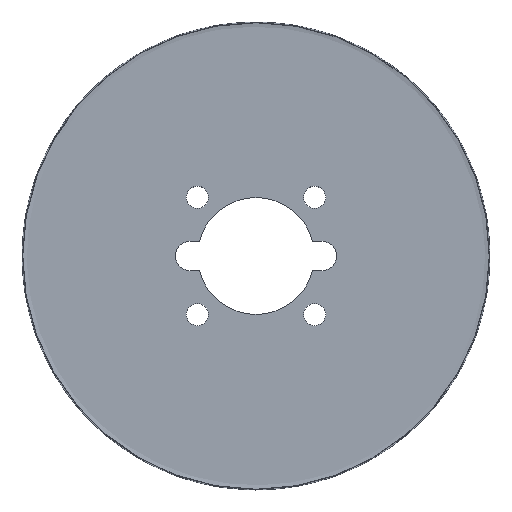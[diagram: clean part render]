
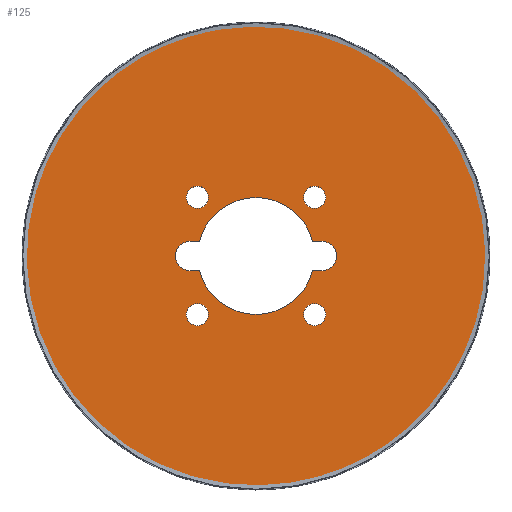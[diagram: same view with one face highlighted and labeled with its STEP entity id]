
A CAD part, top view. The second image highlights one B-rep face of the part: STEP entity #125.
In plain terms, the highlighted planar face has unit normal (0, 0, 1).
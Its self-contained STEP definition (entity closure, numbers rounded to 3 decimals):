
#76=PLANE('',#541);
#86=LINE('',#757,#105);
#87=LINE('',#761,#106);
#88=LINE('',#765,#107);
#89=LINE('',#769,#108);
#105=VECTOR('',#611,1.);
#106=VECTOR('',#614,1.);
#107=VECTOR('',#617,1.);
#108=VECTOR('',#620,1.);
#125=ADVANCED_FACE('',(#167,#168,#169,#170,#171,#172),#76,.T.);
#167=FACE_BOUND('',#221,.T.);
#168=FACE_BOUND('',#222,.T.);
#169=FACE_BOUND('',#223,.T.);
#170=FACE_BOUND('',#224,.T.);
#171=FACE_BOUND('',#225,.T.);
#172=FACE_BOUND('',#226,.T.);
#221=EDGE_LOOP('',(#283));
#222=EDGE_LOOP('',(#284));
#223=EDGE_LOOP('',(#285));
#224=EDGE_LOOP('',(#286));
#225=EDGE_LOOP('',(#287));
#226=EDGE_LOOP('',(#288,#289,#290,#291,#292,#293,#294,#295));
#283=ORIENTED_EDGE('',*,*,#423,.T.);
#284=ORIENTED_EDGE('',*,*,#425,.F.);
#285=ORIENTED_EDGE('',*,*,#426,.F.);
#286=ORIENTED_EDGE('',*,*,#427,.F.);
#287=ORIENTED_EDGE('',*,*,#428,.F.);
#288=ORIENTED_EDGE('',*,*,#429,.F.);
#289=ORIENTED_EDGE('',*,*,#430,.T.);
#290=ORIENTED_EDGE('',*,*,#431,.F.);
#291=ORIENTED_EDGE('',*,*,#432,.T.);
#292=ORIENTED_EDGE('',*,*,#433,.F.);
#293=ORIENTED_EDGE('',*,*,#434,.F.);
#294=ORIENTED_EDGE('',*,*,#435,.F.);
#295=ORIENTED_EDGE('',*,*,#436,.T.);
#381=VERTEX_POINT('',#742);
#383=VERTEX_POINT('',#747);
#384=VERTEX_POINT('',#749);
#385=VERTEX_POINT('',#751);
#386=VERTEX_POINT('',#753);
#387=VERTEX_POINT('',#755);
#388=VERTEX_POINT('',#756);
#389=VERTEX_POINT('',#758);
#390=VERTEX_POINT('',#760);
#391=VERTEX_POINT('',#762);
#392=VERTEX_POINT('',#764);
#393=VERTEX_POINT('',#766);
#394=VERTEX_POINT('',#768);
#423=EDGE_CURVE('',#381,#381,#473,.T.);
#425=EDGE_CURVE('',#383,#383,#475,.T.);
#426=EDGE_CURVE('',#384,#384,#476,.T.);
#427=EDGE_CURVE('',#385,#385,#477,.T.);
#428=EDGE_CURVE('',#386,#386,#478,.T.);
#429=EDGE_CURVE('',#387,#388,#479,.T.);
#430=EDGE_CURVE('',#387,#389,#86,.T.);
#431=EDGE_CURVE('',#390,#389,#480,.T.);
#432=EDGE_CURVE('',#390,#391,#87,.T.);
#433=EDGE_CURVE('',#392,#391,#481,.T.);
#434=EDGE_CURVE('',#393,#392,#88,.T.);
#435=EDGE_CURVE('',#394,#393,#482,.T.);
#436=EDGE_CURVE('',#394,#388,#89,.T.);
#473=CIRCLE('',#530,62.9);
#475=CIRCLE('',#533,3.);
#476=CIRCLE('',#534,3.);
#477=CIRCLE('',#535,3.);
#478=CIRCLE('',#536,3.);
#479=CIRCLE('',#537,3.963);
#480=CIRCLE('',#538,15.881);
#481=CIRCLE('',#539,3.963);
#482=CIRCLE('',#540,15.881);
#530=AXIS2_PLACEMENT_3D('',#741,#595,#596);
#533=AXIS2_PLACEMENT_3D('',#746,#601,#602);
#534=AXIS2_PLACEMENT_3D('',#748,#603,#604);
#535=AXIS2_PLACEMENT_3D('',#750,#605,#606);
#536=AXIS2_PLACEMENT_3D('',#752,#607,#608);
#537=AXIS2_PLACEMENT_3D('',#754,#609,#610);
#538=AXIS2_PLACEMENT_3D('',#759,#612,#613);
#539=AXIS2_PLACEMENT_3D('',#763,#615,#616);
#540=AXIS2_PLACEMENT_3D('',#767,#618,#619);
#541=AXIS2_PLACEMENT_3D('',#770,#621,#622);
#595=DIRECTION('',(0.,0.,1.));
#596=DIRECTION('',(-1.,0.,0.));
#601=DIRECTION('',(0.,0.,1.));
#602=DIRECTION('',(0.,1.,0.));
#603=DIRECTION('',(0.,0.,1.));
#604=DIRECTION('',(0.,1.,0.));
#605=DIRECTION('',(0.,0.,1.));
#606=DIRECTION('',(0.,1.,0.));
#607=DIRECTION('',(0.,0.,1.));
#608=DIRECTION('',(0.,1.,0.));
#609=DIRECTION('',(0.,0.,1.));
#610=DIRECTION('',(0.,1.,0.));
#611=DIRECTION('',(-1.,0.,0.));
#612=DIRECTION('',(0.,0.,1.));
#613=DIRECTION('',(0.,1.,0.));
#614=DIRECTION('',(-1.,0.,0.));
#615=DIRECTION('',(0.,0.,1.));
#616=DIRECTION('',(0.,1.,0.));
#617=DIRECTION('',(-1.,0.,0.));
#618=DIRECTION('',(0.,0.,1.));
#619=DIRECTION('',(0.,1.,0.));
#620=DIRECTION('',(1.,0.,0.));
#621=DIRECTION('',(0.,0.,1.));
#622=DIRECTION('',(0.,-1.,0.));
#741=CARTESIAN_POINT('',(0.,0.,0.));
#742=CARTESIAN_POINT('',(-62.9,0.,0.));
#746=CARTESIAN_POINT('',(15.91,-15.91,0.));
#747=CARTESIAN_POINT('',(15.91,-12.91,0.));
#748=CARTESIAN_POINT('',(-15.91,-15.91,0.));
#749=CARTESIAN_POINT('',(-15.91,-12.91,0.));
#750=CARTESIAN_POINT('',(-15.91,15.91,0.));
#751=CARTESIAN_POINT('',(-15.91,18.91,0.));
#752=CARTESIAN_POINT('',(15.91,15.91,0.));
#753=CARTESIAN_POINT('',(15.91,18.91,0.));
#754=CARTESIAN_POINT('',(17.906,0.,0.));
#755=CARTESIAN_POINT('',(17.906,-3.963,0.));
#756=CARTESIAN_POINT('',(17.906,3.963,0.));
#757=CARTESIAN_POINT('',(0.,-3.962,0.));
#758=CARTESIAN_POINT('',(15.379,-3.962,0.));
#759=CARTESIAN_POINT('',(0.,0.,0.));
#760=CARTESIAN_POINT('',(-15.379,-3.962,0.));
#761=CARTESIAN_POINT('',(0.,-3.963,0.));
#762=CARTESIAN_POINT('',(-17.906,-3.963,0.));
#763=CARTESIAN_POINT('',(-17.906,0.,0.));
#764=CARTESIAN_POINT('',(-17.906,3.963,0.));
#765=CARTESIAN_POINT('',(0.,3.963,0.));
#766=CARTESIAN_POINT('',(-15.379,3.963,0.));
#767=CARTESIAN_POINT('',(0.,0.,0.));
#768=CARTESIAN_POINT('',(15.379,3.962,0.));
#769=CARTESIAN_POINT('',(0.,3.963,0.));
#770=CARTESIAN_POINT('',(0.,0.,0.));
